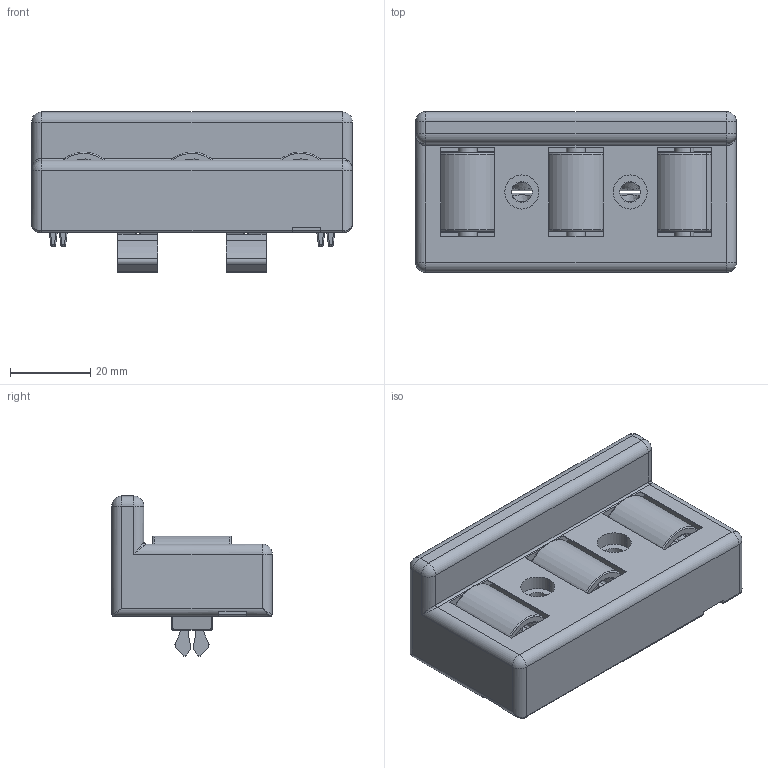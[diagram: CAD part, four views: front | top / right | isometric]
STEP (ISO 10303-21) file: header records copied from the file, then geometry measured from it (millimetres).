
FILE_DESCRIPTION(/* description */ (''),/* implementation_level */ '2;1');
FILE_NAME(/* name */ '10449_KriTec_Rollenelement_8_80_mit_Bordkante_klickbar.stp',/* time_stamp */ '2017-06-26T14:05:20+02:00',/* author */ ('Steiner'),/* organization */ ('TraceParts S.A.'),/* preprocessor_version */ 'ST-DEVELOPER v16.1',/* originating_system */ 'Autodesk Inventor 2016',/* authorisation */ '');
FILE_SCHEMA (('CONFIG_CONTROL_DESIGN'));
Length unit declared in the file: inch
Products named in the file (4): 10449_Grundkörper; 10449_Rolle; 10449_Oberteil; 10449_KriTec_Rollenelement_8_80_mit_Bordkante_klickbar
Assembly tree (5 placements, depth 2):
  10449_KriTec_Rollenelement_8_80_mit_Bordkante_klickbar
    10449_Grundkörper
    10449_Rolle  x3
    10449_Oberteil
Bounding box: 80 x 40 x 39.9 mm (x, y, z)
Volume: 14027.7 mm3; surface area: 39583.2 mm2
Topology: 1 solids, 5 shells, 952 faces, 2628 edges, 1654 vertices
Faces by surface type: plane 466, cylinder 328, torus 92, bspline 44, sphere 18, cone 4
Entity records: 24869 total; most frequent: CARTESIAN_POINT 5881, ORIENTED_EDGE 4036, DIRECTION 3790, EDGE_CURVE 2018, LINE 1340, VECTOR 1340, VERTEX_POINT 1278, AXIS2_PLACEMENT_3D 1225
